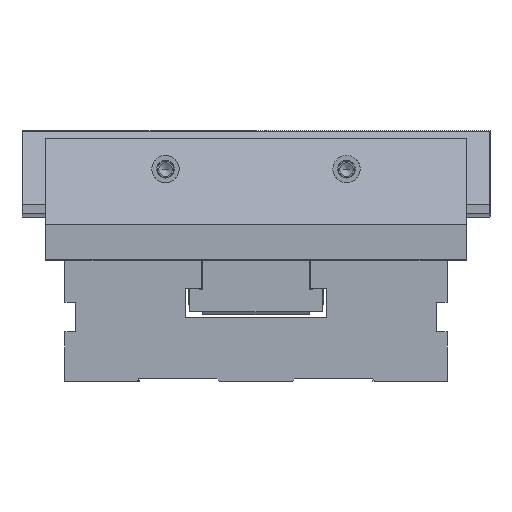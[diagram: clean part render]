
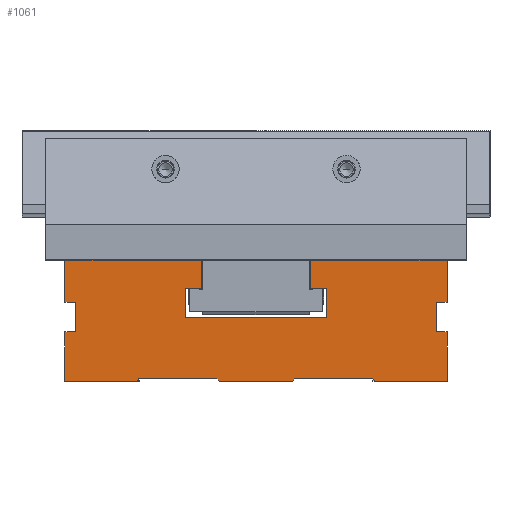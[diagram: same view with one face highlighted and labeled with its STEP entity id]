
A CAD part, left-side view. The second image highlights one B-rep face of the part: STEP entity #1061.
In plain terms, the highlighted planar face has unit normal (-1, 0, 0).
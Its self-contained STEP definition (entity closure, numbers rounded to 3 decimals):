
#1061=ADVANCED_FACE('',(#1582),#1354,.T.);
#1354=PLANE('',#7489);
#1582=FACE_OUTER_BOUND('',#2120,.T.);
#2120=EDGE_LOOP('',(#4863,#4864,#4865,#4866,#4867,#4868,#4869,#4870,#4871,
#4872,#4873,#4874,#4875,#4876,#4877,#4878,#4879,#4880,#4881,#4882,#4883,
#4884,#4885,#4886,#4887,#4888,#4889,#4890));
#2689=LINE('',#11287,#3279);
#2698=LINE('',#11306,#3288);
#2699=LINE('',#11308,#3289);
#2708=LINE('',#11332,#3298);
#2717=LINE('',#11350,#3307);
#2719=LINE('',#11354,#3309);
#2728=LINE('',#11381,#3318);
#2733=LINE('',#11389,#3323);
#2734=LINE('',#11392,#3324);
#2735=LINE('',#11393,#3325);
#2736=LINE('',#11395,#3326);
#2737=LINE('',#11397,#3327);
#2738=LINE('',#11398,#3328);
#2739=LINE('',#11400,#3329);
#2740=LINE('',#11402,#3330);
#2741=LINE('',#11404,#3331);
#2742=LINE('',#11406,#3332);
#2743=LINE('',#11408,#3333);
#2744=LINE('',#11410,#3334);
#2745=LINE('',#11411,#3335);
#2746=LINE('',#11413,#3336);
#2747=LINE('',#11415,#3337);
#2748=LINE('',#11417,#3338);
#2749=LINE('',#11419,#3339);
#2750=LINE('',#11421,#3340);
#2751=LINE('',#11423,#3341);
#2752=LINE('',#11425,#3342);
#2753=LINE('',#11426,#3343);
#3279=VECTOR('',#9149,1.);
#3288=VECTOR('',#9160,1.);
#3289=VECTOR('',#9163,1.);
#3298=VECTOR('',#9178,1.);
#3307=VECTOR('',#9189,1.);
#3309=VECTOR('',#9193,1.);
#3318=VECTOR('',#9216,1.);
#3323=VECTOR('',#9223,1.);
#3324=VECTOR('',#9224,1.);
#3325=VECTOR('',#9225,1.);
#3326=VECTOR('',#9226,1.);
#3327=VECTOR('',#9227,1.);
#3328=VECTOR('',#9228,1.);
#3329=VECTOR('',#9229,1.);
#3330=VECTOR('',#9230,1.);
#3331=VECTOR('',#9231,1.);
#3332=VECTOR('',#9232,1.);
#3333=VECTOR('',#9233,1.);
#3334=VECTOR('',#9234,1.);
#3335=VECTOR('',#9235,1.);
#3336=VECTOR('',#9236,1.);
#3337=VECTOR('',#9237,1.);
#3338=VECTOR('',#9238,1.);
#3339=VECTOR('',#9239,1.);
#3340=VECTOR('',#9240,1.);
#3341=VECTOR('',#9241,1.);
#3342=VECTOR('',#9242,1.);
#3343=VECTOR('',#9243,1.);
#4863=ORIENTED_EDGE('',*,*,#6582,.F.);
#4864=ORIENTED_EDGE('',*,*,#6583,.T.);
#4865=ORIENTED_EDGE('',*,*,#6542,.T.);
#4866=ORIENTED_EDGE('',*,*,#6577,.T.);
#4867=ORIENTED_EDGE('',*,*,#6584,.F.);
#4868=ORIENTED_EDGE('',*,*,#6585,.F.);
#4869=ORIENTED_EDGE('',*,*,#6586,.F.);
#4870=ORIENTED_EDGE('',*,*,#6541,.T.);
#4871=ORIENTED_EDGE('',*,*,#6562,.T.);
#4872=ORIENTED_EDGE('',*,*,#6587,.F.);
#4873=ORIENTED_EDGE('',*,*,#6588,.F.);
#4874=ORIENTED_EDGE('',*,*,#6589,.F.);
#4875=ORIENTED_EDGE('',*,*,#6590,.F.);
#4876=ORIENTED_EDGE('',*,*,#6591,.F.);
#4877=ORIENTED_EDGE('',*,*,#6592,.F.);
#4878=ORIENTED_EDGE('',*,*,#6593,.F.);
#4879=ORIENTED_EDGE('',*,*,#6564,.T.);
#4880=ORIENTED_EDGE('',*,*,#6553,.F.);
#4881=ORIENTED_EDGE('',*,*,#6594,.F.);
#4882=ORIENTED_EDGE('',*,*,#6595,.F.);
#4883=ORIENTED_EDGE('',*,*,#6596,.F.);
#4884=ORIENTED_EDGE('',*,*,#6597,.F.);
#4885=ORIENTED_EDGE('',*,*,#6598,.T.);
#4886=ORIENTED_EDGE('',*,*,#6599,.T.);
#4887=ORIENTED_EDGE('',*,*,#6600,.F.);
#4888=ORIENTED_EDGE('',*,*,#6601,.T.);
#4889=ORIENTED_EDGE('',*,*,#6532,.T.);
#4890=ORIENTED_EDGE('',*,*,#6602,.T.);
#5696=VERTEX_POINT('',#11286);
#5697=VERTEX_POINT('',#11288);
#5699=VERTEX_POINT('',#11293);
#5705=VERTEX_POINT('',#11305);
#5706=VERTEX_POINT('',#11309);
#5707=VERTEX_POINT('',#11310);
#5717=VERTEX_POINT('',#11331);
#5718=VERTEX_POINT('',#11333);
#5725=VERTEX_POINT('',#11349);
#5727=VERTEX_POINT('',#11355);
#5737=VERTEX_POINT('',#11380);
#5740=VERTEX_POINT('',#11390);
#5741=VERTEX_POINT('',#11391);
#5742=VERTEX_POINT('',#11394);
#5743=VERTEX_POINT('',#11396);
#5744=VERTEX_POINT('',#11399);
#5745=VERTEX_POINT('',#11401);
#5746=VERTEX_POINT('',#11403);
#5747=VERTEX_POINT('',#11405);
#5748=VERTEX_POINT('',#11407);
#5749=VERTEX_POINT('',#11409);
#5750=VERTEX_POINT('',#11412);
#5751=VERTEX_POINT('',#11414);
#5752=VERTEX_POINT('',#11416);
#5753=VERTEX_POINT('',#11418);
#5754=VERTEX_POINT('',#11420);
#5755=VERTEX_POINT('',#11422);
#5756=VERTEX_POINT('',#11424);
#6532=EDGE_CURVE('',#5697,#5696,#2689,.T.);
#6541=EDGE_CURVE('',#5699,#5705,#2698,.T.);
#6542=EDGE_CURVE('',#5706,#5707,#2699,.T.);
#6553=EDGE_CURVE('',#5717,#5718,#2708,.T.);
#6562=EDGE_CURVE('',#5705,#5725,#2717,.T.);
#6564=EDGE_CURVE('',#5727,#5718,#2719,.T.);
#6577=EDGE_CURVE('',#5707,#5737,#2728,.T.);
#6582=EDGE_CURVE('',#5740,#5741,#2733,.T.);
#6583=EDGE_CURVE('',#5740,#5706,#2734,.T.);
#6584=EDGE_CURVE('',#5742,#5737,#2735,.T.);
#6585=EDGE_CURVE('',#5743,#5742,#2736,.T.);
#6586=EDGE_CURVE('',#5699,#5743,#2737,.T.);
#6587=EDGE_CURVE('',#5744,#5725,#2738,.T.);
#6588=EDGE_CURVE('',#5745,#5744,#2739,.T.);
#6589=EDGE_CURVE('',#5746,#5745,#2740,.T.);
#6590=EDGE_CURVE('',#5747,#5746,#2741,.T.);
#6591=EDGE_CURVE('',#5748,#5747,#2742,.T.);
#6592=EDGE_CURVE('',#5749,#5748,#2743,.T.);
#6593=EDGE_CURVE('',#5727,#5749,#2744,.T.);
#6594=EDGE_CURVE('',#5750,#5717,#2745,.T.);
#6595=EDGE_CURVE('',#5751,#5750,#2746,.T.);
#6596=EDGE_CURVE('',#5752,#5751,#2747,.T.);
#6597=EDGE_CURVE('',#5753,#5752,#2748,.T.);
#6598=EDGE_CURVE('',#5753,#5754,#2749,.T.);
#6599=EDGE_CURVE('',#5754,#5755,#2750,.T.);
#6600=EDGE_CURVE('',#5756,#5755,#2751,.T.);
#6601=EDGE_CURVE('',#5756,#5697,#2752,.T.);
#6602=EDGE_CURVE('',#5696,#5741,#2753,.T.);
#7489=AXIS2_PLACEMENT_3D('',#11427,#9244,#9245);
#9149=DIRECTION('',(0.,-1.,0.));
#9160=DIRECTION('',(0.,0.,1.));
#9163=DIRECTION('',(0.,-1.,0.));
#9178=DIRECTION('',(0.,0.,1.));
#9189=DIRECTION('',(0.,1.,0.));
#9193=DIRECTION('',(0.,1.,0.));
#9216=DIRECTION('',(0.,0.,1.));
#9223=DIRECTION('',(0.,1.,0.));
#9224=DIRECTION('',(0.,-0.707,-0.707));
#9225=DIRECTION('',(0.,-1.,0.));
#9226=DIRECTION('',(0.,0.,-1.));
#9227=DIRECTION('',(0.,1.,0.));
#9228=DIRECTION('',(0.,0.,1.));
#9229=DIRECTION('',(0.,1.,0.));
#9230=DIRECTION('',(0.,0.,1.));
#9231=DIRECTION('',(0.,-1.,0.));
#9232=DIRECTION('',(0.,0.,-1.));
#9233=DIRECTION('',(0.,1.,0.));
#9234=DIRECTION('',(0.,0.,-1.));
#9235=DIRECTION('',(0.,1.,0.));
#9236=DIRECTION('',(0.,0.,1.));
#9237=DIRECTION('',(0.,-1.,0.));
#9238=DIRECTION('',(0.,0.,1.));
#9239=DIRECTION('',(0.,-1.,0.));
#9240=DIRECTION('',(0.,-0.707,0.707));
#9241=DIRECTION('',(0.,1.,0.));
#9242=DIRECTION('',(0.,-0.707,-0.707));
#9243=DIRECTION('',(0.,-0.707,0.707));
#9244=DIRECTION('',(-1.,0.,0.));
#9245=DIRECTION('',(0.,0.,1.));
#11286=CARTESIAN_POINT('',(-196.912,99.3,0.2));
#11287=CARTESIAN_POINT('',(-196.912,122.5,0.2));
#11288=CARTESIAN_POINT('',(-196.912,145.7,0.2));
#11293=CARTESIAN_POINT('',(-196.912,0.,51.));
#11305=CARTESIAN_POINT('',(-196.912,0.,78.));
#11306=CARTESIAN_POINT('',(-196.912,0.,0.));
#11308=CARTESIAN_POINT('',(-196.912,122.5,0.2));
#11309=CARTESIAN_POINT('',(-196.912,45.7,0.2));
#11310=CARTESIAN_POINT('',(-196.912,0.,0.2));
#11331=CARTESIAN_POINT('',(-196.912,245.,51.));
#11332=CARTESIAN_POINT('',(-196.912,245.,0.));
#11333=CARTESIAN_POINT('',(-196.912,245.,78.));
#11349=CARTESIAN_POINT('',(-196.912,87.5,78.));
#11350=CARTESIAN_POINT('',(-196.912,122.5,78.));
#11354=CARTESIAN_POINT('',(-196.912,122.5,78.));
#11355=CARTESIAN_POINT('',(-196.912,157.5,78.));
#11380=CARTESIAN_POINT('',(-196.912,0.,32.));
#11381=CARTESIAN_POINT('',(-196.912,0.,0.));
#11389=CARTESIAN_POINT('',(-196.912,122.5,2.));
#11390=CARTESIAN_POINT('',(-196.912,47.5,2.));
#11391=CARTESIAN_POINT('',(-196.912,97.5,2.));
#11392=CARTESIAN_POINT('',(-196.912,84.,38.5));
#11393=CARTESIAN_POINT('',(-196.912,122.5,32.));
#11394=CARTESIAN_POINT('',(-196.912,7.,32.));
#11395=CARTESIAN_POINT('',(-196.912,7.,0.));
#11396=CARTESIAN_POINT('',(-196.912,7.,51.));
#11397=CARTESIAN_POINT('',(-196.912,122.5,51.));
#11398=CARTESIAN_POINT('',(-196.912,87.5,0.));
#11399=CARTESIAN_POINT('',(-196.912,87.5,60.));
#11400=CARTESIAN_POINT('',(-196.912,122.5,60.));
#11401=CARTESIAN_POINT('',(-196.912,77.25,60.));
#11402=CARTESIAN_POINT('',(-196.912,77.25,0.));
#11403=CARTESIAN_POINT('',(-196.912,77.25,41.));
#11404=CARTESIAN_POINT('',(-196.912,122.5,41.));
#11405=CARTESIAN_POINT('',(-196.912,167.75,41.));
#11406=CARTESIAN_POINT('',(-196.912,167.75,0.));
#11407=CARTESIAN_POINT('',(-196.912,167.75,60.));
#11408=CARTESIAN_POINT('',(-196.912,122.5,60.));
#11409=CARTESIAN_POINT('',(-196.912,157.5,60.));
#11410=CARTESIAN_POINT('',(-196.912,157.5,0.));
#11411=CARTESIAN_POINT('',(-196.912,122.5,51.));
#11412=CARTESIAN_POINT('',(-196.912,238.,51.));
#11413=CARTESIAN_POINT('',(-196.912,238.,0.));
#11414=CARTESIAN_POINT('',(-196.912,238.,32.));
#11415=CARTESIAN_POINT('',(-196.912,122.5,32.));
#11416=CARTESIAN_POINT('',(-196.912,245.,32.));
#11417=CARTESIAN_POINT('',(-196.912,245.,0.));
#11418=CARTESIAN_POINT('',(-196.912,245.,0.2));
#11419=CARTESIAN_POINT('',(-196.912,122.5,0.2));
#11420=CARTESIAN_POINT('',(-196.912,199.3,0.2));
#11421=CARTESIAN_POINT('',(-196.912,161.,38.5));
#11422=CARTESIAN_POINT('',(-196.912,197.5,2.));
#11423=CARTESIAN_POINT('',(-196.912,122.5,2.));
#11424=CARTESIAN_POINT('',(-196.912,147.5,2.));
#11425=CARTESIAN_POINT('',(-196.912,134.,-11.5));
#11426=CARTESIAN_POINT('',(-196.912,111.,-11.5));
#11427=CARTESIAN_POINT('',(-196.912,122.5,0.));
